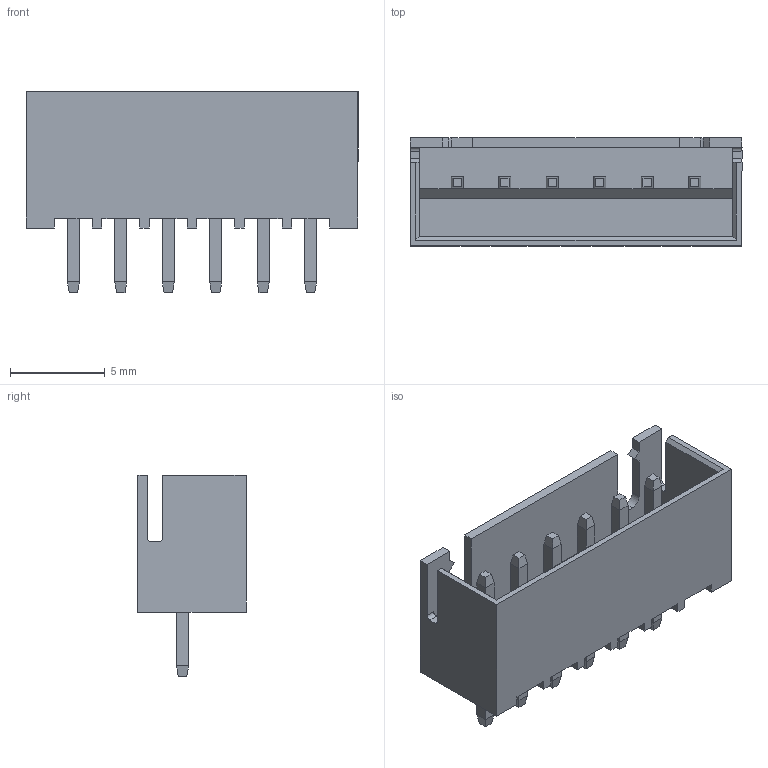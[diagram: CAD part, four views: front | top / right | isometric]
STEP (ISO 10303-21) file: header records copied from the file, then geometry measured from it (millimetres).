
FILE_DESCRIPTION (( 'STEP AP214' ), '1' );
FILE_NAME ('FWF25018-S06S22W1B-REF.STEP', '2025-04-17T09:44:17', ( '' ), ( '' ), 'SwSTEP 2.0', 'SolidWorks 2021', '' );
FILE_SCHEMA (( 'AUTOMOTIVE_DESIGN' ));
Length unit declared in the file: millimetre
Products named in the file (1): FWF25018-S06S22W1B-REF
Bounding box: 17.5 x 5.7 x 10.6 mm (x, y, z)
Volume: 243.2 mm3; surface area: 909.3 mm2
Topology: 1 solids, 1 shells, 185 faces, 469 edges, 292 vertices
Faces by surface type: plane 179, cylinder 6
Entity records: 5413 total; most frequent: CARTESIAN_POINT 947, ORIENTED_EDGE 938, DIRECTION 853, EDGE_CURVE 469, VECTOR 457, LINE 457, VERTEX_POINT 292, AXIS2_PLACEMENT_3D 198
